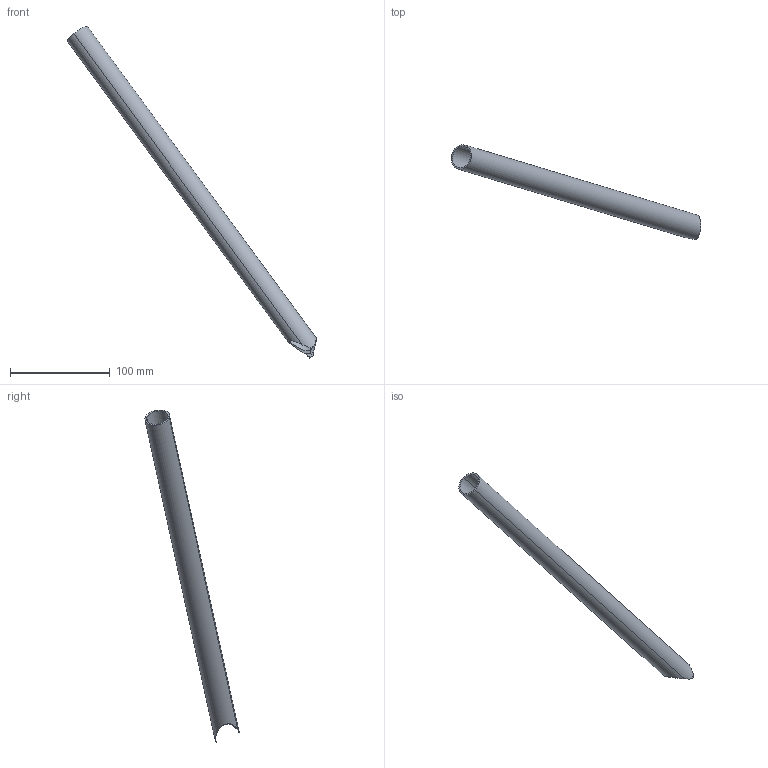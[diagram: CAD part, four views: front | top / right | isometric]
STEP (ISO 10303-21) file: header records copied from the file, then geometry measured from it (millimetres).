
FILE_DESCRIPTION(('CATIA V5 STEP Exchange'),'2;1');
FILE_NAME('75.stp','2021-12-07T14:37:49+00:00',('none'),('none'),'CATIA Version 5 Release 19 SP 2 (IN-10)','CATIA V5 STEP AP203','none');
FILE_SCHEMA(('CONFIG_CONTROL_DESIGN'));
Length unit declared in the file: millimetre
Products named in the file (1): Shape_459
Bounding box: 249.97 x 94.18 x 332.6 mm (x, y, z)
Volume: 43385 mm3; surface area: 58201.8 mm2
Topology: 1 solids, 1 shells, 12 faces, 32 edges, 21 vertices
Faces by surface type: cylinder 10, plane 2
Entity records: 543 total; most frequent: CARTESIAN_POINT 253, ORIENTED_EDGE 64, EDGE_CURVE 32, DIRECTION 27, B_SPLINE_CURVE_WITH_KNOTS 21, VERTEX_POINT 21, AXIS2_PLACEMENT_3D 14, EDGE_LOOP 13
